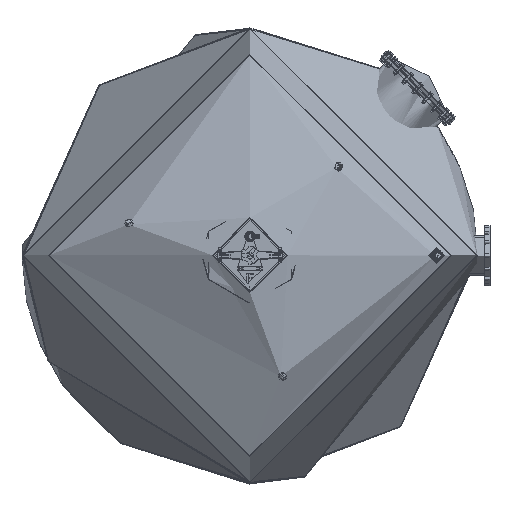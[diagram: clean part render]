
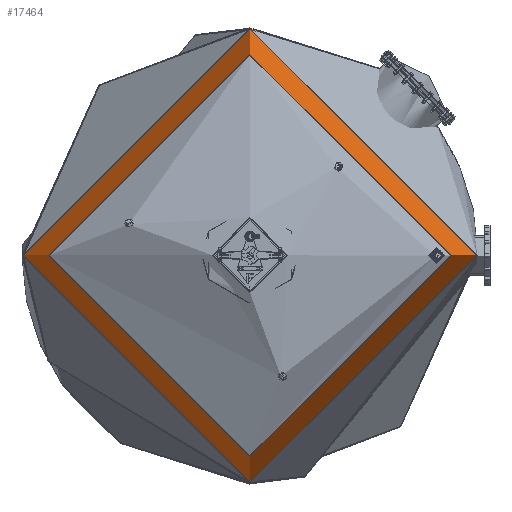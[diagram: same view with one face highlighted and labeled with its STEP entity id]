
A CAD part, top view. The second image highlights one B-rep face of the part: STEP entity #17464.
In plain terms, the highlighted toroidal (fillet/blend) face has major radius 1194 mm and minor radius 315 mm.
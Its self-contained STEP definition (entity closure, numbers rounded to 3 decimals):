
#17464 = ADVANCED_FACE( '', ( #25308, #25309 ), #25310, .T. );
#25308 = FACE_OUTER_BOUND( '', #28236, .T. );
#25309 = FACE_OUTER_BOUND( '', #28237, .T. );
#25310 = TOROIDAL_SURFACE( '', #28238, 1194., 315. );
#28236 = EDGE_LOOP( '', ( #32545 ) );
#28237 = EDGE_LOOP( '', ( #32546 ) );
#28238 = AXIS2_PLACEMENT_3D( '', #32547, #32548, #32549 );
#32545 = ORIENTED_EDGE( '', *, *, #63783, .F. );
#32546 = ORIENTED_EDGE( '', *, *, #63786, .T. );
#32547 = CARTESIAN_POINT( '', ( 0., 0., 658.259 ) );
#32548 = DIRECTION( '', ( 0., 0., -1. ) );
#32549 = DIRECTION( '', ( -1., 0., 0. ) );
#63783 = EDGE_CURVE( '', #66979, #66979, #66980, .T. );
#63786 = EDGE_CURVE( '', #66985, #66985, #66986, .T. );
#66979 = VERTEX_POINT( '', #68404 );
#66980 = CIRCLE( '', #68405, 1509. );
#66985 = VERTEX_POINT( '', #68410 );
#66986 = CIRCLE( '', #68411, 1336.177 );
#68404 = CARTESIAN_POINT( '', ( -1509., 0., 658.259 ) );
#68405 = AXIS2_PLACEMENT_3D( '', #69027, #69028, #69029 );
#68410 = CARTESIAN_POINT( '', ( -1336.177, 0., 939.348 ) );
#68411 = AXIS2_PLACEMENT_3D( '', #69036, #69037, #69038 );
#69027 = CARTESIAN_POINT( '', ( 0., 0., 658.259 ) );
#69028 = DIRECTION( '', ( 0., 0., -1. ) );
#69029 = DIRECTION( '', ( -1., 0., 0. ) );
#69036 = CARTESIAN_POINT( '', ( 0., 0., 939.348 ) );
#69037 = DIRECTION( '', ( 0., 0., -1. ) );
#69038 = DIRECTION( '', ( -1., 0., 0. ) );
